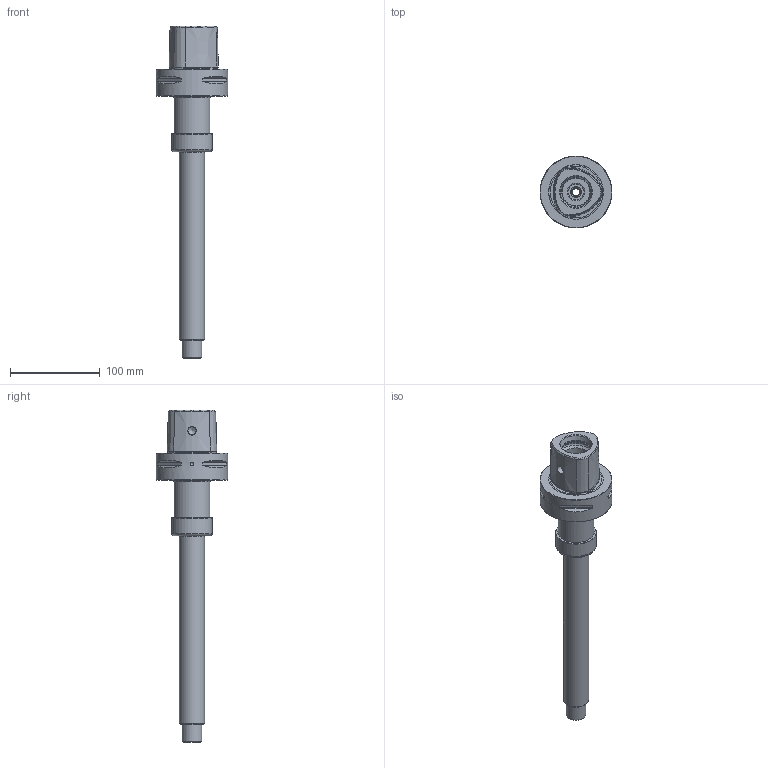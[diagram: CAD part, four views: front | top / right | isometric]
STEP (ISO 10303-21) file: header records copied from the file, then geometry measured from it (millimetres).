
FILE_DESCRIPTION(/* description */ (''),/* implementation_level */ '2;1');
FILE_NAME(/* name */ '888813160.stp',/* time_stamp */ '2021-07-27T13:24:59',/* author */ ('LRA'),/* organization */ ('REGO-FIX'),/* preprocessor_version */ ' Unknown',/* originating_system */ 'SIEMENS PLM Software Solid Edge ST10',/* authorization */ 'Unknown');
FILE_SCHEMA (('AUTOMOTIVE_DESIGN { 1 0 10303 214 2 1 1}'));
Length unit declared in the file: millimetre
Products named in the file (1): NOCUT
Bounding box: 80 x 80 x 369.5 mm (x, y, z)
Volume: 410891 mm3; surface area: 75578.8 mm2
Topology: 1 solids, 3 shells, 150 faces, 340 edges, 207 vertices
Faces by surface type: cone 68, cylinder 33, plane 31, torus 18
Full cylindrical faces by diameter (mm): 4 x1, 8.35 x1, 8.376 x1, 9.1 x2, 10 x1, 10.5 x1, 17.835 x1, 22 x1, 23.8 x1, 24.7 x1, 25 x1, 28 x1, 29 x1, 32 x2, 33 x1, 34 x1, 38 x1, 38.376 x1, 40 x1, 40.05 x1, 43.3 x1, 45.65 x1, 80 x1
Entity records: 4786 total; most frequent: CARTESIAN_POINT 783, DIRECTION 648, ORIENTED_EDGE 470, AXIS2_PLACEMENT_3D 297, FACE_BOUND 248, EDGE_LOOP 245, EDGE_CURVE 235, VERTEX_POINT 181
